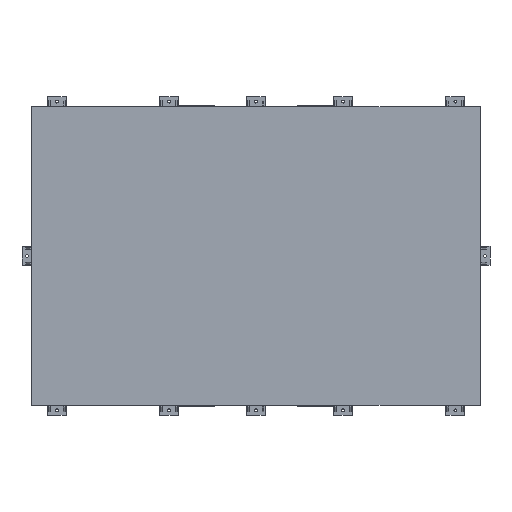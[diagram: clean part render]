
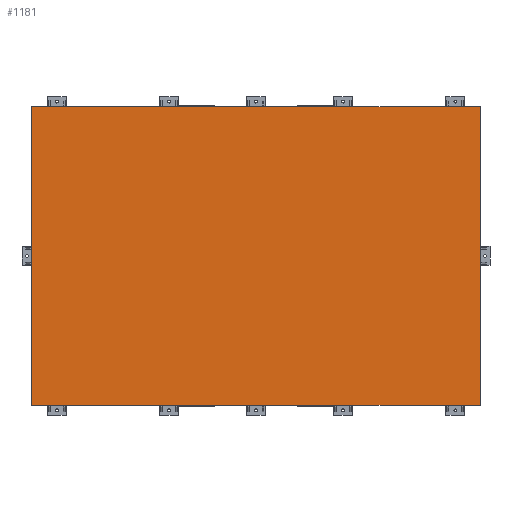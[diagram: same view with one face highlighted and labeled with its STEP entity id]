
A CAD part, top view. The second image highlights one B-rep face of the part: STEP entity #1181.
In plain terms, the highlighted planar face has unit normal (0, 0, 1).
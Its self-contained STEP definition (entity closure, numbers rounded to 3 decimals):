
#1181=ADVANCED_FACE('',(#2157),#1625,.T.);
#1625=PLANE('',#12752);
#2157=FACE_OUTER_BOUND('',#2821,.T.);
#2821=EDGE_LOOP('',(#6223,#6224,#6225,#6226));
#6223=ORIENTED_EDGE('',*,*,#9021,.F.);
#6224=ORIENTED_EDGE('',*,*,#9022,.F.);
#6225=ORIENTED_EDGE('',*,*,#9023,.F.);
#6226=ORIENTED_EDGE('',*,*,#9024,.F.);
#7315=VERTEX_POINT('',#19264);
#7316=VERTEX_POINT('',#19265);
#7317=VERTEX_POINT('',#19267);
#7318=VERTEX_POINT('',#19269);
#9021=EDGE_CURVE('',#7315,#7316,#10451,.T.);
#9022=EDGE_CURVE('',#7317,#7315,#10452,.T.);
#9023=EDGE_CURVE('',#7318,#7317,#10453,.T.);
#9024=EDGE_CURVE('',#7316,#7318,#10454,.T.);
#10451=LINE('',#19263,#11881);
#10452=LINE('',#19266,#11882);
#10453=LINE('',#19268,#11883);
#10454=LINE('',#19270,#11884);
#11881=VECTOR('',#15894,1.);
#11882=VECTOR('',#15895,1.);
#11883=VECTOR('',#15896,1.);
#11884=VECTOR('',#15897,1.);
#12752=AXIS2_PLACEMENT_3D('',#19271,#15898,#15899);
#15894=DIRECTION('',(-1.,0.,0.));
#15895=DIRECTION('',(0.,-1.,0.));
#15896=DIRECTION('',(1.,0.,0.));
#15897=DIRECTION('',(0.,1.,0.));
#15898=DIRECTION('',(0.,0.,1.));
#15899=DIRECTION('',(1.,0.,0.));
#19263=CARTESIAN_POINT('',(-1800.,0.,0.));
#19264=CARTESIAN_POINT('',(0.,0.,0.));
#19265=CARTESIAN_POINT('',(-3600.,0.,0.));
#19266=CARTESIAN_POINT('',(0.,1200.,0.));
#19267=CARTESIAN_POINT('',(0.,2400.,0.));
#19268=CARTESIAN_POINT('',(-1800.,2400.,0.));
#19269=CARTESIAN_POINT('',(-3600.,2400.,0.));
#19270=CARTESIAN_POINT('',(-3600.,1200.,0.));
#19271=CARTESIAN_POINT('',(-1800.,1200.,0.));
